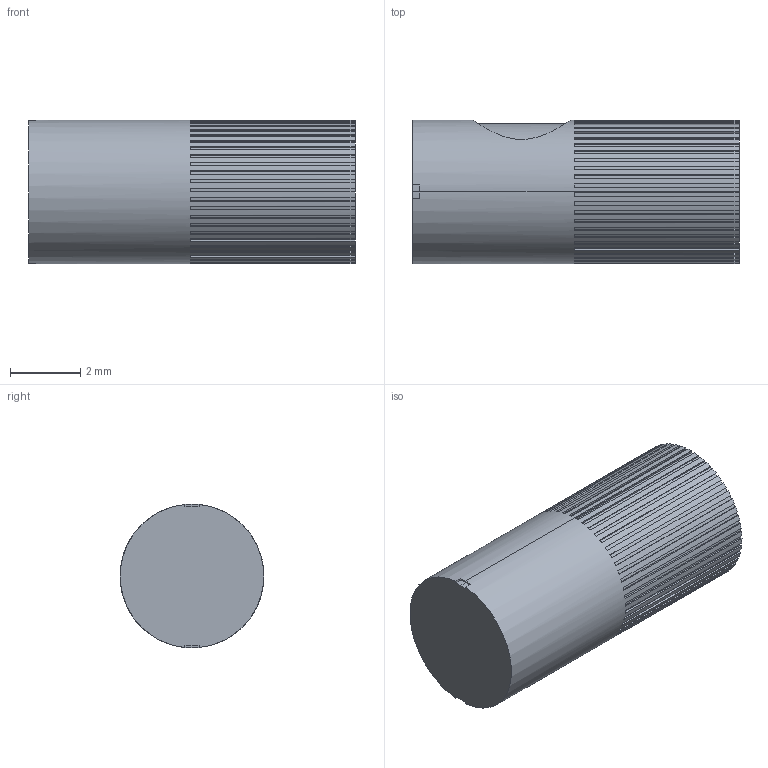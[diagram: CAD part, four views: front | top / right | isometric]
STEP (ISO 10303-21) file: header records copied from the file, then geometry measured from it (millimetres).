
FILE_DESCRIPTION((''),'2;1');
FILE_NAME('CAD2452_SW0001','2016-09-16T',('cmozuch'),(''),'PRO/ENGINEER BY PARAMETRIC TECHNOLOGY CORPORATION, 2015440','PRO/ENGINEER BY PARAMETRIC TECHNOLOGY CORPORATION, 2015440','');
FILE_SCHEMA(('CONFIG_CONTROL_DESIGN'));
Length unit declared in the file: millimetre
Products named in the file (1): CAD2452_SW0001
Bounding box: 9.3 x 4.1 x 4.1 mm (x, y, z)
Volume: 73.3 mm3; surface area: 243.8 mm2
Topology: 1 solids, 1 shells, 224 faces, 659 edges, 440 vertices
Faces by surface type: plane 211, cylinder 13
Entity records: 9210 total; most frequent: CARTESIAN_POINT 1487, ORIENTED_EDGE 1318, DIRECTION 1223, EDGE_CURVE 659, VECTOR 527, LINE 527, VERTEX_POINT 440, AXIS2_PLACEMENT_3D 348
